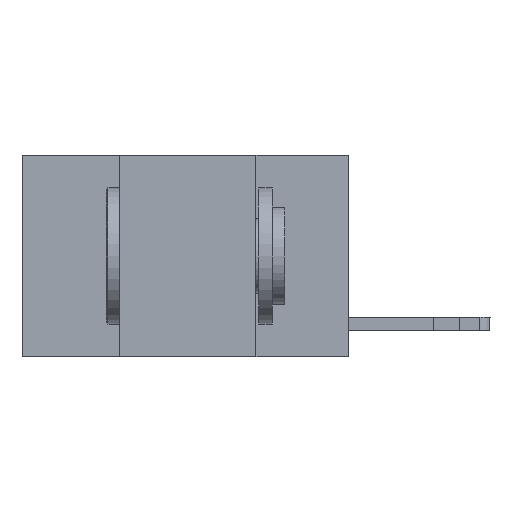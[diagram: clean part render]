
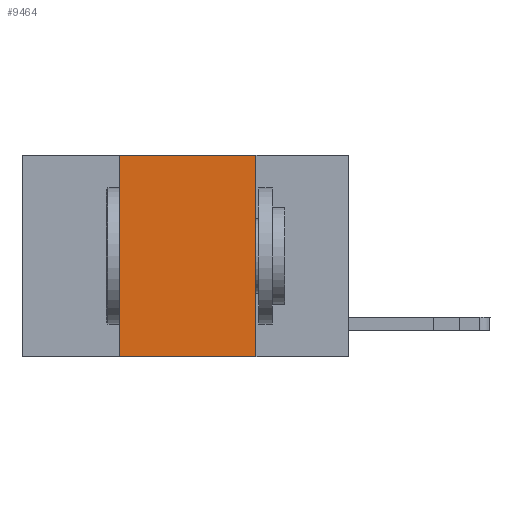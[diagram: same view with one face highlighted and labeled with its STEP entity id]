
A CAD part, left-side view. The second image highlights one B-rep face of the part: STEP entity #9464.
In plain terms, the highlighted planar face has unit normal (-1, 0, 0).
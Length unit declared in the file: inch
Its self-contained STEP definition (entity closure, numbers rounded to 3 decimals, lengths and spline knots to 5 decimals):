
#189 = CARTESIAN_POINT ( 'NONE',  ( 0., 0.17, 0. ) ) ;
#406 = VECTOR ( 'NONE', #3723, 39.37008 ) ;
#629 = EDGE_LOOP ( 'NONE', ( #4038, #7989, #6706, #3657 ) ) ;
#787 = VERTEX_POINT ( 'NONE', #4905 ) ;
#1683 = AXIS2_PLACEMENT_3D ( 'NONE', #4607, #15008, #6125 ) ;
#1801 = EDGE_CURVE ( 'NONE', #13623, #18529, #4554, .T. ) ;
#3057 = LINE ( 'NONE', #189, #10577 ) ;
#3657 = ORIENTED_EDGE ( 'NONE', *, *, #18259, .T. ) ;
#3723 = DIRECTION ( 'NONE',  ( 0., 0., 1. ) ) ;
#3908 = CARTESIAN_POINT ( 'NONE',  ( 0., 0.42, 0. ) ) ;
#4038 = ORIENTED_EDGE ( 'NONE', *, *, #4539, .F. ) ;
#4539 = EDGE_CURVE ( 'NONE', #787, #12104, #3057, .T. ) ;
#4554 = LINE ( 'NONE', #3908, #406 ) ;
#4607 = CARTESIAN_POINT ( 'NONE',  ( 0., 0.6, 0. ) ) ;
#4905 = CARTESIAN_POINT ( 'NONE',  ( 0., 0.17, 0. ) ) ;
#5706 = CARTESIAN_POINT ( 'NONE',  ( 0., 0.42, -0.37 ) ) ;
#6125 = DIRECTION ( 'NONE',  ( 0., 0., -1. ) ) ;
#6706 = ORIENTED_EDGE ( 'NONE', *, *, #1801, .F. ) ;
#7989 = ORIENTED_EDGE ( 'NONE', *, *, #10462, .F. ) ;
#8073 = CARTESIAN_POINT ( 'NONE',  ( 0., 0.17, -0.37 ) ) ;
#8292 = CARTESIAN_POINT ( 'NONE',  ( 0., 0.6, 0. ) ) ;
#9000 = LINE ( 'NONE', #8292, #13896 ) ;
#9464 = ADVANCED_FACE ( 'NONE', ( #12539 ), #12051, .F. ) ;
#9799 = DIRECTION ( 'NONE',  ( 0., -1., 0. ) ) ;
#10462 = EDGE_CURVE ( 'NONE', #18529, #787, #9000, .T. ) ;
#10577 = VECTOR ( 'NONE', #12329, 39.37008 ) ;
#10690 = LINE ( 'NONE', #18596, #11155 ) ;
#11155 = VECTOR ( 'NONE', #15576, 39.37008 ) ;
#12051 = PLANE ( 'NONE',  #1683 ) ;
#12104 = VERTEX_POINT ( 'NONE', #8073 ) ;
#12329 = DIRECTION ( 'NONE',  ( 0., 0., -1. ) ) ;
#12539 = FACE_OUTER_BOUND ( 'NONE', #629, .T. ) ;
#13137 = CARTESIAN_POINT ( 'NONE',  ( 0., 0.42, 0. ) ) ;
#13623 = VERTEX_POINT ( 'NONE', #5706 ) ;
#13896 = VECTOR ( 'NONE', #9799, 39.37008 ) ;
#15008 = DIRECTION ( 'NONE',  ( 1., 0., 0. ) ) ;
#15576 = DIRECTION ( 'NONE',  ( 0., -1., 0. ) ) ;
#18259 = EDGE_CURVE ( 'NONE', #13623, #12104, #10690, .T. ) ;
#18529 = VERTEX_POINT ( 'NONE', #13137 ) ;
#18596 = CARTESIAN_POINT ( 'NONE',  ( 0., 0.6, -0.37 ) ) ;
